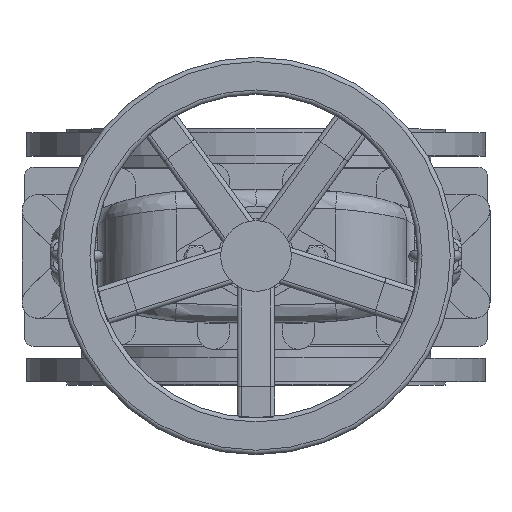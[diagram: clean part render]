
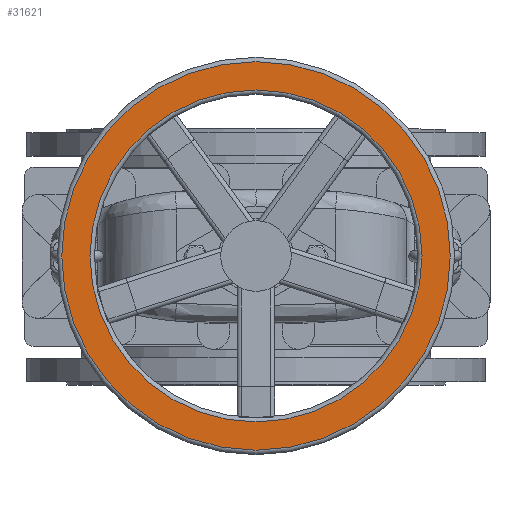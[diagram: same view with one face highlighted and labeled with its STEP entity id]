
A CAD part, top view. The second image highlights one B-rep face of the part: STEP entity #31621.
In plain terms, the highlighted planar face has unit normal (0, 0, 1).
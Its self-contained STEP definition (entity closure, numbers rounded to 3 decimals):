
#31621=ADVANCED_FACE('',(#71516,#71518),#71520,.T.);
#71516=FACE_BOUND('',#71517,.T.);
#71517=EDGE_LOOP('',(#92132,#92133));
#71518=FACE_BOUND('',#71519,.T.);
#71519=EDGE_LOOP('',(#92134,#92135));
#71520=PLANE('',#71521);
#71521=AXIS2_PLACEMENT_3D('',#71522,#71523,#71524);
#71522=CARTESIAN_POINT('',(19619.535,-4254.562,529.998));
#71523=DIRECTION('',(0.,0.,1.));
#71524=DIRECTION('',(1.,0.,0.));
#92132=ORIENTED_EDGE('',*,*,#102427,.F.);
#92133=ORIENTED_EDGE('',*,*,#102428,.F.);
#92134=ORIENTED_EDGE('',*,*,#102429,.T.);
#92135=ORIENTED_EDGE('',*,*,#102430,.T.);
#102427=EDGE_CURVE('',#119551,#119552,#119553,.T.);
#102428=EDGE_CURVE('',#119552,#119551,#119554,.T.);
#102429=EDGE_CURVE('',#119555,#119556,#119557,.T.);
#102430=EDGE_CURVE('',#119556,#119555,#119558,.T.);
#119551=VERTEX_POINT('',#159925);
#119552=VERTEX_POINT('',#159926);
#119553=CIRCLE('',#159927,220.);
#119554=CIRCLE('',#159931,220.);
#119555=VERTEX_POINT('',#159935);
#119556=VERTEX_POINT('',#159936);
#119557=CIRCLE('',#159937,188.);
#119558=CIRCLE('',#159941,188.);
#159925=CARTESIAN_POINT('',(19619.535,-3814.562,529.998));
#159926=CARTESIAN_POINT('',(19619.535,-4254.562,529.998));
#159927=AXIS2_PLACEMENT_3D('',#159928,#159929,#159930);
#159928=CARTESIAN_POINT('',(19619.535,-4034.562,529.998));
#159929=DIRECTION('',(0.,0.,-1.));
#159930=DIRECTION('',(0.,1.,0.));
#159931=AXIS2_PLACEMENT_3D('',#159932,#159933,#159934);
#159932=CARTESIAN_POINT('',(19619.535,-4034.562,529.998));
#159933=DIRECTION('',(0.,0.,-1.));
#159934=DIRECTION('',(0.,-1.,0.));
#159935=CARTESIAN_POINT('',(19619.535,-4222.562,529.998));
#159936=CARTESIAN_POINT('',(19619.535,-3846.562,529.998));
#159937=AXIS2_PLACEMENT_3D('',#159938,#159939,#159940);
#159938=CARTESIAN_POINT('',(19619.535,-4034.562,529.998));
#159939=DIRECTION('',(0.,0.,-1.));
#159940=DIRECTION('',(0.,-1.,0.));
#159941=AXIS2_PLACEMENT_3D('',#159942,#159943,#159944);
#159942=CARTESIAN_POINT('',(19619.535,-4034.562,529.998));
#159943=DIRECTION('',(0.,0.,-1.));
#159944=DIRECTION('',(0.,1.,0.));
